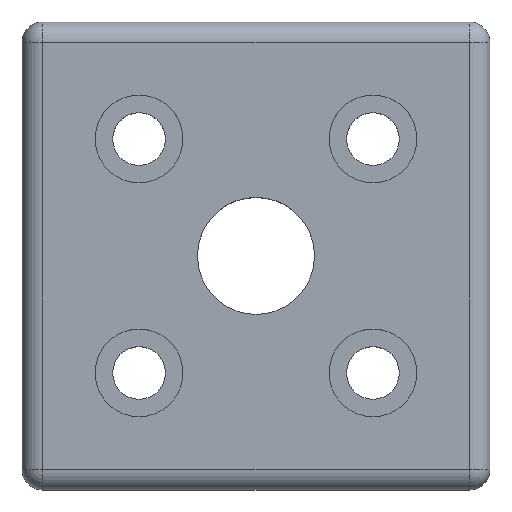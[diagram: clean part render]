
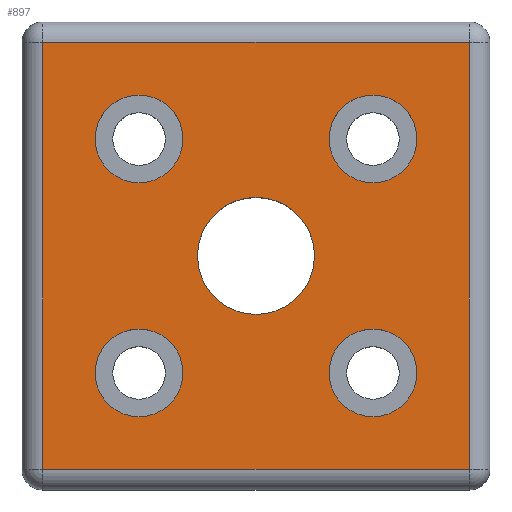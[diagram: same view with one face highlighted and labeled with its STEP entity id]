
A CAD part, top view. The second image highlights one B-rep face of the part: STEP entity #897.
In plain terms, the highlighted planar face has unit normal (0, 0, 1).
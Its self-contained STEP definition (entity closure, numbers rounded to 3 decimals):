
#130=CARTESIAN_POINT('',(-10.0,0.0,15.0));
#131=VERTEX_POINT('',#130);
#140=CARTESIAN_POINT('',(10.0,0.,15.0));
#141=VERTEX_POINT('',#140);
#142=CARTESIAN_POINT('',(0.0,0.0,15.0));
#143=DIRECTION('',(0.0,0.0,-1.0));
#144=DIRECTION('',(-1.0,0.0,0.0));
#145=AXIS2_PLACEMENT_3D('',#142,#143,#144);
#146=CIRCLE('',#145,10.0);
#147=EDGE_CURVE('',#141,#131,#146,.T.);
#214=CARTESIAN_POINT('',(-27.5,-20.0,15.0));
#215=VERTEX_POINT('',#214);
#224=CARTESIAN_POINT('',(-12.5,-20.0,15.0));
#225=VERTEX_POINT('',#224);
#226=CARTESIAN_POINT('',(-20.0,-20.0,15.0));
#227=DIRECTION('',(0.0,0.0,-1.0));
#228=DIRECTION('',(-1.0,0.0,0.0));
#229=AXIS2_PLACEMENT_3D('',#226,#227,#228);
#230=CIRCLE('',#229,7.5);
#231=EDGE_CURVE('',#225,#215,#230,.T.);
#298=CARTESIAN_POINT('',(-27.5,20.0,15.0));
#299=VERTEX_POINT('',#298);
#308=CARTESIAN_POINT('',(-12.5,20.0,15.0));
#309=VERTEX_POINT('',#308);
#310=CARTESIAN_POINT('',(-20.0,20.0,15.0));
#311=DIRECTION('',(0.0,0.0,-1.0));
#312=DIRECTION('',(-1.0,0.0,0.0));
#313=AXIS2_PLACEMENT_3D('',#310,#311,#312);
#314=CIRCLE('',#313,7.5);
#315=EDGE_CURVE('',#309,#299,#314,.T.);
#382=CARTESIAN_POINT('',(12.5,20.0,15.0));
#383=VERTEX_POINT('',#382);
#392=CARTESIAN_POINT('',(27.5,20.0,15.0));
#393=VERTEX_POINT('',#392);
#394=CARTESIAN_POINT('',(20.0,20.0,15.0));
#395=DIRECTION('',(0.0,0.0,-1.0));
#396=DIRECTION('',(-1.0,0.0,0.0));
#397=AXIS2_PLACEMENT_3D('',#394,#395,#396);
#398=CIRCLE('',#397,7.5);
#399=EDGE_CURVE('',#393,#383,#398,.T.);
#466=CARTESIAN_POINT('',(12.5,-20.0,15.0));
#467=VERTEX_POINT('',#466);
#476=CARTESIAN_POINT('',(27.5,-20.0,15.0));
#477=VERTEX_POINT('',#476);
#478=CARTESIAN_POINT('',(20.0,-20.0,15.0));
#479=DIRECTION('',(0.0,0.0,-1.0));
#480=DIRECTION('',(-1.0,0.0,0.0));
#481=AXIS2_PLACEMENT_3D('',#478,#479,#480);
#482=CIRCLE('',#481,7.5);
#483=EDGE_CURVE('',#477,#467,#482,.T.);
#510=CARTESIAN_POINT('',(36.5,36.5,15.0));
#511=VERTEX_POINT('',#510);
#519=CARTESIAN_POINT('',(36.5,-36.5,15.0));
#520=VERTEX_POINT('',#519);
#521=CARTESIAN_POINT('',(36.5,36.5,15.0));
#522=DIRECTION('',(0.0,-1.0,0.0));
#523=VECTOR('',#522,73.0);
#524=LINE('',#521,#523);
#525=EDGE_CURVE('',#511,#520,#524,.T.);
#559=CARTESIAN_POINT('',(-36.5,-36.5,15.0));
#560=VERTEX_POINT('',#559);
#561=CARTESIAN_POINT('',(36.5,-36.5,15.0));
#562=DIRECTION('',(-1.0,0.0,0.0));
#563=VECTOR('',#562,73.0);
#564=LINE('',#561,#563);
#565=EDGE_CURVE('',#520,#560,#564,.T.);
#599=CARTESIAN_POINT('',(-36.5,36.5,15.0));
#600=VERTEX_POINT('',#599);
#601=CARTESIAN_POINT('',(-36.5,-36.5,15.0));
#602=DIRECTION('',(0.0,1.0,0.0));
#603=VECTOR('',#602,73.0);
#604=LINE('',#601,#603);
#605=EDGE_CURVE('',#560,#600,#604,.T.);
#656=CARTESIAN_POINT('',(-36.5,36.5,15.0));
#657=DIRECTION('',(1.0,0.0,0.0));
#658=VECTOR('',#657,73.0);
#659=LINE('',#656,#658);
#660=EDGE_CURVE('',#600,#511,#659,.T.);
#836=CARTESIAN_POINT('',(-40.0,40.0,15.0));
#837=DIRECTION('',(0.0,0.0,-1.0));
#838=DIRECTION('',(-1.0,0.0,0.0));
#839=AXIS2_PLACEMENT_3D('',#836,#837,#838);
#840=PLANE('',#839);
#841=ORIENTED_EDGE('',*,*,#525,.F.);
#842=ORIENTED_EDGE('',*,*,#660,.F.);
#843=ORIENTED_EDGE('',*,*,#605,.F.);
#844=ORIENTED_EDGE('',*,*,#565,.F.);
#845=EDGE_LOOP('',(#841,#842,#843,#844));
#846=FACE_OUTER_BOUND('',#845,.T.);
#847=CARTESIAN_POINT('',(0.0,0.0,15.0));
#848=DIRECTION('',(0.0,0.0,-1.0));
#849=DIRECTION('',(-1.0,0.0,0.0));
#850=AXIS2_PLACEMENT_3D('',#847,#848,#849);
#851=CIRCLE('',#850,10.0);
#852=EDGE_CURVE('',#131,#141,#851,.T.);
#853=ORIENTED_EDGE('',*,*,#852,.T.);
#854=ORIENTED_EDGE('',*,*,#147,.T.);
#855=EDGE_LOOP('',(#853,#854));
#856=FACE_BOUND('',#855,.T.);
#857=CARTESIAN_POINT('',(-20.0,-20.0,15.0));
#858=DIRECTION('',(0.0,0.0,-1.0));
#859=DIRECTION('',(-1.0,0.0,0.0));
#860=AXIS2_PLACEMENT_3D('',#857,#858,#859);
#861=CIRCLE('',#860,7.5);
#862=EDGE_CURVE('',#215,#225,#861,.T.);
#863=ORIENTED_EDGE('',*,*,#862,.T.);
#864=ORIENTED_EDGE('',*,*,#231,.T.);
#865=EDGE_LOOP('',(#863,#864));
#866=FACE_BOUND('',#865,.T.);
#867=CARTESIAN_POINT('',(-20.0,20.0,15.0));
#868=DIRECTION('',(0.0,0.0,-1.0));
#869=DIRECTION('',(-1.0,0.0,0.0));
#870=AXIS2_PLACEMENT_3D('',#867,#868,#869);
#871=CIRCLE('',#870,7.5);
#872=EDGE_CURVE('',#299,#309,#871,.T.);
#873=ORIENTED_EDGE('',*,*,#872,.T.);
#874=ORIENTED_EDGE('',*,*,#315,.T.);
#875=EDGE_LOOP('',(#873,#874));
#876=FACE_BOUND('',#875,.T.);
#877=CARTESIAN_POINT('',(20.0,20.0,15.0));
#878=DIRECTION('',(0.0,0.0,-1.0));
#879=DIRECTION('',(-1.0,0.0,0.0));
#880=AXIS2_PLACEMENT_3D('',#877,#878,#879);
#881=CIRCLE('',#880,7.5);
#882=EDGE_CURVE('',#383,#393,#881,.T.);
#883=ORIENTED_EDGE('',*,*,#882,.T.);
#884=ORIENTED_EDGE('',*,*,#399,.T.);
#885=EDGE_LOOP('',(#883,#884));
#886=FACE_BOUND('',#885,.T.);
#887=CARTESIAN_POINT('',(20.0,-20.0,15.0));
#888=DIRECTION('',(0.0,0.0,-1.0));
#889=DIRECTION('',(-1.0,0.0,0.0));
#890=AXIS2_PLACEMENT_3D('',#887,#888,#889);
#891=CIRCLE('',#890,7.5);
#892=EDGE_CURVE('',#467,#477,#891,.T.);
#893=ORIENTED_EDGE('',*,*,#892,.T.);
#894=ORIENTED_EDGE('',*,*,#483,.T.);
#895=EDGE_LOOP('',(#893,#894));
#896=FACE_BOUND('',#895,.T.);
#897=ADVANCED_FACE('',(#846,#856,#866,#876,#886,#896),#840,.F.);
